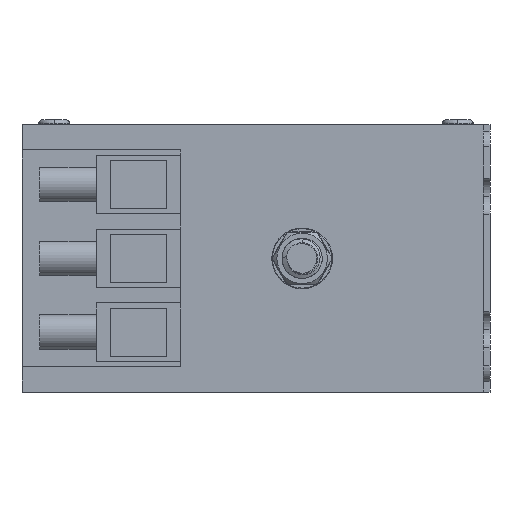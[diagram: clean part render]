
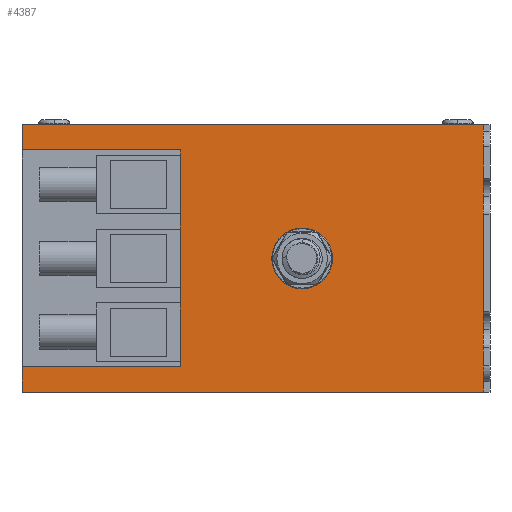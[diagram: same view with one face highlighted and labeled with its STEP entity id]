
A CAD part, left-side view. The second image highlights one B-rep face of the part: STEP entity #4387.
In plain terms, the highlighted planar face has unit normal (-1, 0, 0).
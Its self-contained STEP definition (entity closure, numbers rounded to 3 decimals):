
#1883 = AXIS2_PLACEMENT_3D ( 'NONE', #10717, #10729, #10730 ) ;
#2315 = CARTESIAN_POINT ( 'NONE',  ( -81., -34., 20. ) ) ;
#2320 = LINE ( 'NONE', #2328, #12224 ) ;
#2321 = LINE ( 'NONE', #2331, #12222 ) ;
#2322 = LINE ( 'NONE', #2315, #12226 ) ;
#2323 = CARTESIAN_POINT ( 'NONE',  ( -81., -6.9, 0. ) ) ;
#2324 = DIRECTION ( 'NONE',  ( 1., 0., 0. ) ) ;
#2325 = DIRECTION ( 'NONE',  ( 0., 0., -1. ) ) ;
#2326 = LINE ( 'NONE', #2346, #12221 ) ;
#2327 = DIRECTION ( 'NONE',  ( 0., 0., -1. ) ) ;
#2328 = CARTESIAN_POINT ( 'NONE',  ( -81., -34., -16.05 ) ) ;
#2329 = LINE ( 'NONE', #2349, #12216 ) ;
#2330 = DIRECTION ( 'NONE',  ( 0., 0., 1. ) ) ;
#2331 = CARTESIAN_POINT ( 'NONE',  ( -81., -34., 20. ) ) ;
#2332 = DIRECTION ( 'NONE',  ( 0., 0., -1. ) ) ;
#2333 = LINE ( 'NONE', #2334, #12220 ) ;
#2334 = CARTESIAN_POINT ( 'NONE',  ( -81., 35., -20. ) ) ;
#2335 = DIRECTION ( 'NONE',  ( 0., 1., 0. ) ) ;
#2336 = LINE ( 'NONE', #2337, #12219 ) ;
#2337 = CARTESIAN_POINT ( 'NONE',  ( -81., 35., -16.22 ) ) ;
#2338 = DIRECTION ( 'NONE',  ( 0., 1., 0. ) ) ;
#2339 = LINE ( 'NONE', #2340, #12218 ) ;
#2340 = CARTESIAN_POINT ( 'NONE',  ( -81., 11.32, 16.22 ) ) ;
#2341 = DIRECTION ( 'NONE',  ( 0., 0., -1. ) ) ;
#2342 = LINE ( 'NONE', #2344, #12217 ) ;
#2343 = LINE ( 'NONE', #2352, #12215 ) ;
#2344 = CARTESIAN_POINT ( 'NONE',  ( -81., 11.32, 20. ) ) ;
#2345 = DIRECTION ( 'NONE',  ( 0., 0., 1. ) ) ;
#2346 = CARTESIAN_POINT ( 'NONE',  ( -81., 11.32, 20. ) ) ;
#2348 = DIRECTION ( 'NONE',  ( 0., 0., 1. ) ) ;
#2349 = CARTESIAN_POINT ( 'NONE',  ( -81., 11.32, 20. ) ) ;
#2351 = DIRECTION ( 'NONE',  ( 0., 0., 1. ) ) ;
#2352 = CARTESIAN_POINT ( 'NONE',  ( -81., 35., 16.22 ) ) ;
#2353 = DIRECTION ( 'NONE',  ( 0., -1., 0. ) ) ;
#2360 = LINE ( 'NONE', #2361, #12211 ) ;
#2361 = CARTESIAN_POINT ( 'NONE',  ( -81., 35., 20. ) ) ;
#2362 = DIRECTION ( 'NONE',  ( 0., 0., 1. ) ) ;
#2381 = LINE ( 'NONE', #2382, #12204 ) ;
#2382 = CARTESIAN_POINT ( 'NONE',  ( -81., 35., 20. ) ) ;
#2383 = DIRECTION ( 'NONE',  ( 0., 0., 1. ) ) ;
#2393 = LINE ( 'NONE', #2394, #12200 ) ;
#2394 = CARTESIAN_POINT ( 'NONE',  ( -81., 11.32, 16.22 ) ) ;
#2395 = DIRECTION ( 'NONE',  ( 0., 0., -1. ) ) ;
#2405 = LINE ( 'NONE', #2406, #12196 ) ;
#2406 = CARTESIAN_POINT ( 'NONE',  ( -81., 11.32, 16.22 ) ) ;
#2407 = DIRECTION ( 'NONE',  ( 0., 0., -1. ) ) ;
#2417 = LINE ( 'NONE', #2418, #12192 ) ;
#2418 = CARTESIAN_POINT ( 'NONE',  ( -81., 11.32, 16.22 ) ) ;
#2419 = DIRECTION ( 'NONE',  ( 0., 0., -1. ) ) ;
#2538 = LINE ( 'NONE', #2539, #12177 ) ;
#2539 = CARTESIAN_POINT ( 'NONE',  ( -81., 35., 20. ) ) ;
#2540 = DIRECTION ( 'NONE',  ( 0., -1., 0. ) ) ;
#4277 = EDGE_CURVE ( 'NONE', #10054, #10132, #12225, .T. ) ;
#4278 = EDGE_CURVE ( 'NONE', #11864, #11903, #2322, .T. ) ;
#4279 = EDGE_CURVE ( 'NONE', #11901, #11903, #2320, .T. ) ;
#4280 = EDGE_CURVE ( 'NONE', #11901, #11895, #2321, .T. ) ;
#4281 = EDGE_CURVE ( 'NONE', #11895, #11896, #2333, .T. ) ;
#4282 = EDGE_CURVE ( 'NONE', #11900, #11897, #2336, .T. ) ;
#4283 = EDGE_CURVE ( 'NONE', #11892, #11900, #2339, .T. ) ;
#4284 = EDGE_CURVE ( 'NONE', #11892, #11876, #2342, .T. ) ;
#4285 = EDGE_CURVE ( 'NONE', #11877, #11875, #2326, .T. ) ;
#4286 = EDGE_CURVE ( 'NONE', #11879, #11881, #2329, .T. ) ;
#4287 = EDGE_CURVE ( 'NONE', #11888, #11883, #2343, .T. ) ;
#4290 = EDGE_CURVE ( 'NONE', #11896, #11897, #2360, .T. ) ;
#4297 = EDGE_CURVE ( 'NONE', #11888, #11862, #2381, .T. ) ;
#4301 = EDGE_CURVE ( 'NONE', #11883, #11881, #2393, .T. ) ;
#4305 = EDGE_CURVE ( 'NONE', #11879, #11875, #2405, .T. ) ;
#4309 = EDGE_CURVE ( 'NONE', #11877, #11876, #2417, .T. ) ;
#4329 = EDGE_CURVE ( 'NONE', #11862, #11864, #2538, .T. ) ;
#4387 = ADVANCED_FACE ( 'NONE', ( #10726, #10722 ), #10727, .T. ) ;
#4733 = ORIENTED_EDGE ( 'NONE', *, *, #10473, .T. ) ;
#4734 = ORIENTED_EDGE ( 'NONE', *, *, #4277, .T. ) ;
#4735 = ORIENTED_EDGE ( 'NONE', *, *, #4329, .F. ) ;
#4736 = ORIENTED_EDGE ( 'NONE', *, *, #4278, .F. ) ;
#4737 = ORIENTED_EDGE ( 'NONE', *, *, #4279, .T. ) ;
#4738 = ORIENTED_EDGE ( 'NONE', *, *, #4280, .F. ) ;
#4739 = ORIENTED_EDGE ( 'NONE', *, *, #4281, .F. ) ;
#4740 = ORIENTED_EDGE ( 'NONE', *, *, #4290, .F. ) ;
#4741 = ORIENTED_EDGE ( 'NONE', *, *, #4282, .T. ) ;
#4742 = ORIENTED_EDGE ( 'NONE', *, *, #4283, .T. ) ;
#4743 = ORIENTED_EDGE ( 'NONE', *, *, #4284, .F. ) ;
#4744 = ORIENTED_EDGE ( 'NONE', *, *, #4309, .T. ) ;
#4745 = ORIENTED_EDGE ( 'NONE', *, *, #4285, .F. ) ;
#4746 = ORIENTED_EDGE ( 'NONE', *, *, #4305, .T. ) ;
#4747 = ORIENTED_EDGE ( 'NONE', *, *, #4286, .F. ) ;
#4748 = ORIENTED_EDGE ( 'NONE', *, *, #4301, .T. ) ;
#4749 = ORIENTED_EDGE ( 'NONE', *, *, #4287, .T. ) ;
#4750 = ORIENTED_EDGE ( 'NONE', *, *, #4297, .F. ) ;
#5234 = EDGE_LOOP ( 'NONE', ( #4734, #4733 ) ) ;
#5241 = EDGE_LOOP ( 'NONE', ( #4750, #4749, #4748, #4747, #4746, #4745, #4744, #4743, #4742, #4741, #4740, #4739, #4738, #4737, #4736, #4735 ) ) ;
#7804 = CARTESIAN_POINT ( 'NONE',  ( -81., -6.9, 0. ) ) ;
#7805 = DIRECTION ( 'NONE',  ( 1., 0., 0. ) ) ;
#7806 = DIRECTION ( 'NONE',  ( 0., 0., -1. ) ) ;
#8423 = CARTESIAN_POINT ( 'NONE',  ( -81., 35., 20. ) ) ;
#8425 = CARTESIAN_POINT ( 'NONE',  ( -81., -34., 20. ) ) ;
#8436 = CARTESIAN_POINT ( 'NONE',  ( -81., 11.32, 4.39 ) ) ;
#8437 = CARTESIAN_POINT ( 'NONE',  ( -81., 11.32, -6.66 ) ) ;
#8438 = CARTESIAN_POINT ( 'NONE',  ( -81., 11.32, -4.39 ) ) ;
#8440 = CARTESIAN_POINT ( 'NONE',  ( -81., 11.32, 6.68 ) ) ;
#8442 = CARTESIAN_POINT ( 'NONE',  ( -81., 11.32, 15.46 ) ) ;
#8444 = CARTESIAN_POINT ( 'NONE',  ( -81., 11.32, 16.22 ) ) ;
#8449 = CARTESIAN_POINT ( 'NONE',  ( -81., 35., 16.22 ) ) ;
#8453 = CARTESIAN_POINT ( 'NONE',  ( -81., 11.32, -15.44 ) ) ;
#8456 = CARTESIAN_POINT ( 'NONE',  ( -81., -34., -20. ) ) ;
#8457 = CARTESIAN_POINT ( 'NONE',  ( -81., 35., -20. ) ) ;
#8458 = CARTESIAN_POINT ( 'NONE',  ( -81., 35., -16.22 ) ) ;
#8461 = CARTESIAN_POINT ( 'NONE',  ( -81., 11.32, -16.22 ) ) ;
#8462 = CARTESIAN_POINT ( 'NONE',  ( -81., -34., -18.42 ) ) ;
#8464 = CARTESIAN_POINT ( 'NONE',  ( -81., -34., 19.05 ) ) ;
#9027 = CARTESIAN_POINT ( 'NONE',  ( -81., -6.9, -3.774 ) ) ;
#9105 = CARTESIAN_POINT ( 'NONE',  ( -81., -6.9, 3.774 ) ) ;
#10054 = VERTEX_POINT ( 'NONE', #9027 ) ;
#10132 = VERTEX_POINT ( 'NONE', #9105 ) ;
#10473 = EDGE_CURVE ( 'NONE', #10132, #10054, #14141, .T. ) ;
#10717 = CARTESIAN_POINT ( 'NONE',  ( -81., -34., 20. ) ) ;
#10722 = FACE_BOUND ( 'NONE', #5234, .T. ) ;
#10726 = FACE_OUTER_BOUND ( 'NONE', #5241, .T. ) ;
#10727 = PLANE ( 'NONE',  #1883 ) ;
#10729 = DIRECTION ( 'NONE',  ( -1., 0., 0. ) ) ;
#10730 = DIRECTION ( 'NONE',  ( 0., 0., -1. ) ) ;
#11862 = VERTEX_POINT ( 'NONE', #8423 ) ;
#11864 = VERTEX_POINT ( 'NONE', #8425 ) ;
#11875 = VERTEX_POINT ( 'NONE', #8436 ) ;
#11876 = VERTEX_POINT ( 'NONE', #8437 ) ;
#11877 = VERTEX_POINT ( 'NONE', #8438 ) ;
#11879 = VERTEX_POINT ( 'NONE', #8440 ) ;
#11881 = VERTEX_POINT ( 'NONE', #8442 ) ;
#11883 = VERTEX_POINT ( 'NONE', #8444 ) ;
#11888 = VERTEX_POINT ( 'NONE', #8449 ) ;
#11892 = VERTEX_POINT ( 'NONE', #8453 ) ;
#11895 = VERTEX_POINT ( 'NONE', #8456 ) ;
#11896 = VERTEX_POINT ( 'NONE', #8457 ) ;
#11897 = VERTEX_POINT ( 'NONE', #8458 ) ;
#11900 = VERTEX_POINT ( 'NONE', #8461 ) ;
#11901 = VERTEX_POINT ( 'NONE', #8462 ) ;
#11903 = VERTEX_POINT ( 'NONE', #8464 ) ;
#12177 = VECTOR ( 'NONE', #2540, 1000. ) ;
#12192 = VECTOR ( 'NONE', #2419, 1000. ) ;
#12196 = VECTOR ( 'NONE', #2407, 1000. ) ;
#12200 = VECTOR ( 'NONE', #2395, 1000. ) ;
#12204 = VECTOR ( 'NONE', #2383, 1000. ) ;
#12211 = VECTOR ( 'NONE', #2362, 1000. ) ;
#12215 = VECTOR ( 'NONE', #2353, 1000. ) ;
#12216 = VECTOR ( 'NONE', #2351, 1000. ) ;
#12217 = VECTOR ( 'NONE', #2345, 1000. ) ;
#12218 = VECTOR ( 'NONE', #2341, 1000. ) ;
#12219 = VECTOR ( 'NONE', #2338, 1000. ) ;
#12220 = VECTOR ( 'NONE', #2335, 1000. ) ;
#12221 = VECTOR ( 'NONE', #2348, 1000. ) ;
#12222 = VECTOR ( 'NONE', #2332, 1000. ) ;
#12223 = AXIS2_PLACEMENT_3D ( 'NONE', #2323, #2324, #2325 ) ;
#12224 = VECTOR ( 'NONE', #2330, 1000. ) ;
#12225 = CIRCLE ( 'NONE', #12223, 3.774 ) ;
#12226 = VECTOR ( 'NONE', #2327, 1000. ) ;
#14138 = AXIS2_PLACEMENT_3D ( 'NONE', #7804, #7805, #7806 ) ;
#14141 = CIRCLE ( 'NONE', #14138, 3.774 ) ;
